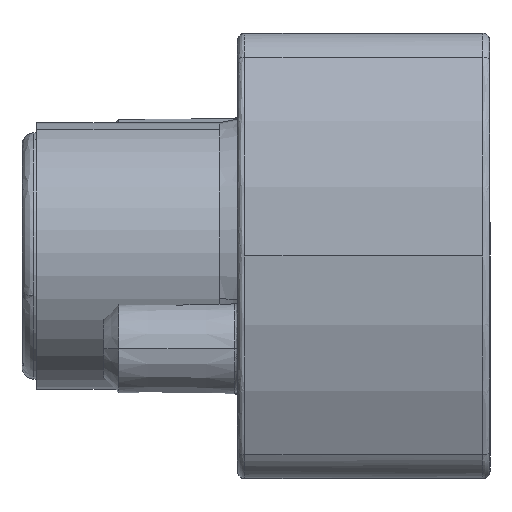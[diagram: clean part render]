
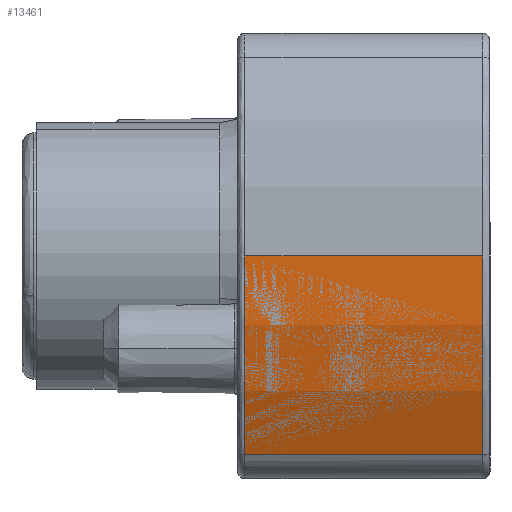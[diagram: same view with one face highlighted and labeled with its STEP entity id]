
A CAD part, left-side view. The second image highlights one B-rep face of the part: STEP entity #13461.
In plain terms, the highlighted cylindrical face has radius 7.367 mm (diameter 14.733 mm), a partial arc.
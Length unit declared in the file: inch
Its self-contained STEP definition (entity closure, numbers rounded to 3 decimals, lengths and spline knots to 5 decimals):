
#1858 = VERTEX_POINT ( 'NONE', #22281 ) ;
#2467 = VERTEX_POINT ( 'NONE', #50940 ) ;
#2501 = VERTEX_POINT ( 'NONE', #50977 ) ;
#3210 = EDGE_LOOP ( 'NONE', ( #7399, #7400, #7401, #7402 ) ) ;
#4652 = EDGE_CURVE ( 'NONE', #2501, #7625, #55851, .T. ) ;
#4659 = EDGE_CURVE ( 'NONE', #1858, #2467, #55856, .T. ) ;
#4814 = EDGE_CURVE ( 'NONE', #1858, #7625, #55917, .T. ) ;
#7399 = ORIENTED_EDGE ( 'NONE', *, *, #59623, .F. ) ;
#7400 = ORIENTED_EDGE ( 'NONE', *, *, #4652, .T. ) ;
#7401 = ORIENTED_EDGE ( 'NONE', *, *, #4814, .F. ) ;
#7402 = ORIENTED_EDGE ( 'NONE', *, *, #4659, .T. ) ;
#7625 = VERTEX_POINT ( 'NONE', #25773 ) ;
#8666 = FACE_OUTER_BOUND ( 'NONE', #3210, .T. ) ;
#8697 = CYLINDRICAL_SURFACE ( 'NONE', #56765, 0.29002 ) ;
#9553 = CARTESIAN_POINT ( 'NONE',  ( -2.70998, 0.133, 0.15 ) ) ;
#9554 = DIRECTION ( 'NONE',  ( 0., -1., 0. ) ) ;
#9563 = DIRECTION ( 'NONE',  ( -1., 0., 0. ) ) ;
#10584 = CARTESIAN_POINT ( 'NONE',  ( -2.96727, 0.133, 0.01616 ) ) ;
#10591 = DIRECTION ( 'NONE',  ( 0., 1., 0. ) ) ;
#13461 = ADVANCED_FACE ( 'NONE', ( #8666 ), #8697, .T. ) ;
#20957 = LINE ( 'NONE', #22873, #20971 ) ;
#20971 = VECTOR ( 'NONE', #22869, 39.37008 ) ;
#22121 = CARTESIAN_POINT ( 'NONE',  ( -2.70998, 0.165, 0.15 ) ) ;
#22122 = DIRECTION ( 'NONE',  ( 0., -1., 0. ) ) ;
#22123 = DIRECTION ( 'NONE',  ( -1., 0., 0. ) ) ;
#22131 = CARTESIAN_POINT ( 'NONE',  ( -2.70998, 0.005, 0.15 ) ) ;
#22132 = DIRECTION ( 'NONE',  ( 0., 1., 0. ) ) ;
#22133 = DIRECTION ( 'NONE',  ( -1., 0., 0. ) ) ;
#22281 = CARTESIAN_POINT ( 'NONE',  ( -2.96727, 0.005, 0.01616 ) ) ;
#22869 = DIRECTION ( 'NONE',  ( 0., -1., 0. ) ) ;
#22873 = CARTESIAN_POINT ( 'NONE',  ( -3., 0.133, 0.15 ) ) ;
#25773 = CARTESIAN_POINT ( 'NONE',  ( -2.96727, 0.165, 0.01616 ) ) ;
#50940 = CARTESIAN_POINT ( 'NONE',  ( -3., 0.005, 0.15 ) ) ;
#50977 = CARTESIAN_POINT ( 'NONE',  ( -3., 0.165, 0.15 ) ) ;
#55851 = CIRCLE ( 'NONE', #59695, 0.29002 ) ;
#55856 = CIRCLE ( 'NONE', #59696, 0.29002 ) ;
#55917 = LINE ( 'NONE', #10584, #55920 ) ;
#55920 = VECTOR ( 'NONE', #10591, 39.37008 ) ;
#56765 = AXIS2_PLACEMENT_3D ( 'NONE', #9553, #9554, #9563 ) ;
#59623 = EDGE_CURVE ( 'NONE', #2501, #2467, #20957, .T. ) ;
#59695 = AXIS2_PLACEMENT_3D ( 'NONE', #22121, #22122, #22123 ) ;
#59696 = AXIS2_PLACEMENT_3D ( 'NONE', #22131, #22132, #22133 ) ;
